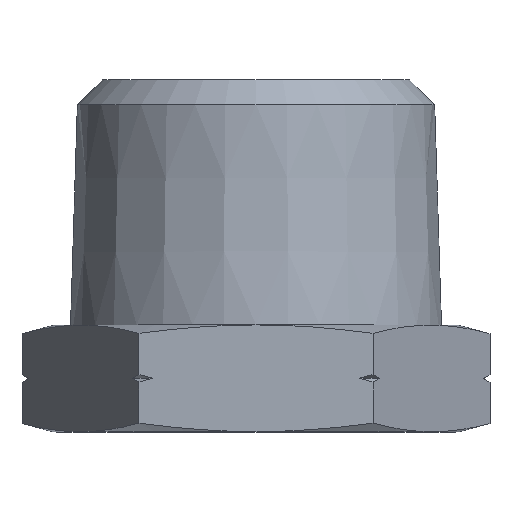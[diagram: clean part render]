
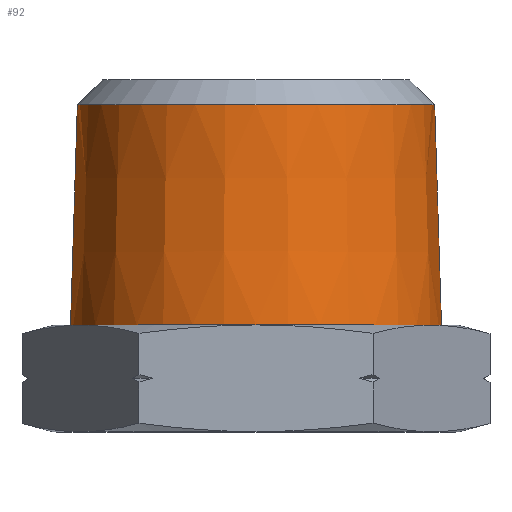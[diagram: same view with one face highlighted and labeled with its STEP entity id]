
A CAD part, top view. The second image highlights one B-rep face of the part: STEP entity #92.
In plain terms, the highlighted conical face has half-angle 1.78 degrees and reference radius 8.535 mm.
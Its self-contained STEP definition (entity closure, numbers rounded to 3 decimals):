
#92=ADVANCED_FACE('',(#223),#224,.T.);
#223=FACE_OUTER_BOUND('',#393,.T.);
#224=CONICAL_SURFACE('',#394,8.535,0.031);
#393=EDGE_LOOP('',(#595,#596,#597,#598));
#394=AXIS2_PLACEMENT_3D('',#599,#600,#601);
#595=ORIENTED_EDGE('',*,*,#1024,.T.);
#596=ORIENTED_EDGE('',*,*,#1025,.T.);
#597=ORIENTED_EDGE('',*,*,#1026,.T.);
#598=ORIENTED_EDGE('',*,*,#1027,.F.);
#599=CARTESIAN_POINT('',(0.0,10.168,0.0));
#600=DIRECTION('',(-0.0,-1.0,0.0));
#601=DIRECTION('',(-1.0,0.0,0.0));
#1024=EDGE_CURVE('',#1222,#1223,#1224,.T.);
#1025=EDGE_CURVE('',#1223,#1225,#1226,.T.);
#1026=EDGE_CURVE('',#1225,#1227,#1228,.T.);
#1027=EDGE_CURVE('',#1222,#1227,#1229,.T.);
#1222=VERTEX_POINT('',#1563);
#1223=VERTEX_POINT('',#1564);
#1224=LINE('',#1565,#1566);
#1225=VERTEX_POINT('',#1567);
#1226=CIRCLE('',#1568,8.695);
#1227=VERTEX_POINT('',#1569);
#1228=LINE('',#1570,#1571);
#1229=CIRCLE('',#1572,8.374);
#1563=CARTESIAN_POINT('',(-8.374,15.335,0.0));
#1564=CARTESIAN_POINT('',(-8.695,5.0,0.0));
#1565=CARTESIAN_POINT('',(-8.535,10.168,0.));
#1566=VECTOR('',#2048,1.0);
#1567=CARTESIAN_POINT('',(8.695,5.0,0.));
#1568=AXIS2_PLACEMENT_3D('',#2049,#2050,#2051);
#1569=CARTESIAN_POINT('',(8.374,15.335,0.));
#1570=CARTESIAN_POINT('',(8.535,10.168,0.));
#1571=VECTOR('',#2052,1.0);
#1572=AXIS2_PLACEMENT_3D('',#2053,#2054,#2055);
#2048=DIRECTION('',(-0.031,-1.,0.));
#2049=CARTESIAN_POINT('',(0.0,5.0,0.0));
#2050=DIRECTION('',(0.0,1.0,0.0));
#2051=DIRECTION('',(-1.0,0.0,0.0));
#2052=DIRECTION('',(-0.031,1.,0.));
#2053=CARTESIAN_POINT('',(0.0,15.335,0.0));
#2054=DIRECTION('',(0.0,1.0,0.0));
#2055=DIRECTION('',(-1.0,0.0,0.0));
